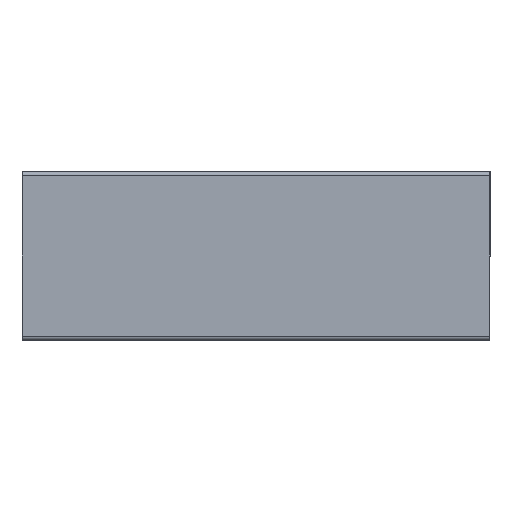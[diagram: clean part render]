
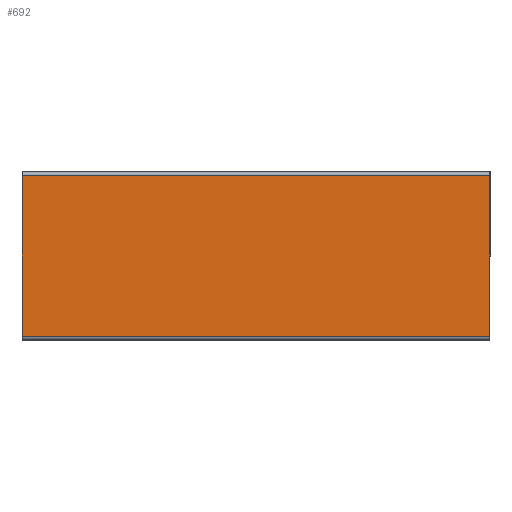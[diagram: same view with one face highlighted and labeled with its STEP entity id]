
A CAD part, left-side view. The second image highlights one B-rep face of the part: STEP entity #692.
In plain terms, the highlighted planar face has unit normal (-1, 0, 0).
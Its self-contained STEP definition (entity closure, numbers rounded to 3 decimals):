
#189 = CARTESIAN_POINT ( 'NONE',  ( -0.3, 0.01, 1.25 ) ) ;
#271 = VERTEX_POINT ( 'NONE', #1736 ) ;
#288 = VERTEX_POINT ( 'NONE', #2471 ) ;
#350 = DIRECTION ( 'NONE',  ( 1., 0., 0. ) ) ;
#410 = EDGE_CURVE ( 'NONE', #921, #1909, #1563, .T. ) ;
#434 = VECTOR ( 'NONE', #4046, 1000. ) ;
#531 = DIRECTION ( 'NONE',  ( 0., -1., 0. ) ) ;
#648 = VECTOR ( 'NONE', #3077, 1000. ) ;
#686 = CARTESIAN_POINT ( 'NONE',  ( -0.3, 0.01, 0. ) ) ;
#692 = ADVANCED_FACE ( 'NONE', ( #4339 ), #1773, .F. ) ;
#695 = AXIS2_PLACEMENT_3D ( 'NONE', #4152, #350, #780 ) ;
#778 = ORIENTED_EDGE ( 'NONE', *, *, #3909, .F. ) ;
#780 = DIRECTION ( 'NONE',  ( 0., 0., -1. ) ) ;
#921 = VERTEX_POINT ( 'NONE', #946 ) ;
#946 = CARTESIAN_POINT ( 'NONE',  ( -0.3, 0.44, 1.25 ) ) ;
#1563 = LINE ( 'NONE', #189, #2087 ) ;
#1694 = CARTESIAN_POINT ( 'NONE',  ( -0.3, 0.44, 1.25 ) ) ;
#1736 = CARTESIAN_POINT ( 'NONE',  ( -0.3, 0.44, 0. ) ) ;
#1773 = PLANE ( 'NONE',  #695 ) ;
#1909 = VERTEX_POINT ( 'NONE', #3678 ) ;
#1934 = LINE ( 'NONE', #686, #648 ) ;
#2087 = VECTOR ( 'NONE', #531, 1000. ) ;
#2166 = EDGE_CURVE ( 'NONE', #271, #288, #1934, .T. ) ;
#2317 = CARTESIAN_POINT ( 'NONE',  ( -0.3, 0.01, 1.25 ) ) ;
#2450 = LINE ( 'NONE', #1694, #434 ) ;
#2471 = CARTESIAN_POINT ( 'NONE',  ( -0.3, 0.01, 0. ) ) ;
#2516 = EDGE_CURVE ( 'NONE', #921, #271, #2450, .T. ) ;
#2709 = ORIENTED_EDGE ( 'NONE', *, *, #410, .F. ) ;
#2944 = EDGE_LOOP ( 'NONE', ( #2949, #778, #2709, #4083 ) ) ;
#2949 = ORIENTED_EDGE ( 'NONE', *, *, #2166, .T. ) ;
#3077 = DIRECTION ( 'NONE',  ( 0., -1., 0. ) ) ;
#3281 = VECTOR ( 'NONE', #3978, 1000. ) ;
#3678 = CARTESIAN_POINT ( 'NONE',  ( -0.3, 0.01, 1.25 ) ) ;
#3697 = LINE ( 'NONE', #2317, #3281 ) ;
#3909 = EDGE_CURVE ( 'NONE', #1909, #288, #3697, .T. ) ;
#3978 = DIRECTION ( 'NONE',  ( 0., 0., -1. ) ) ;
#4046 = DIRECTION ( 'NONE',  ( 0., 0., -1. ) ) ;
#4083 = ORIENTED_EDGE ( 'NONE', *, *, #2516, .T. ) ;
#4152 = CARTESIAN_POINT ( 'NONE',  ( -0.3, 0.01, 1.25 ) ) ;
#4339 = FACE_OUTER_BOUND ( 'NONE', #2944, .T. ) ;
